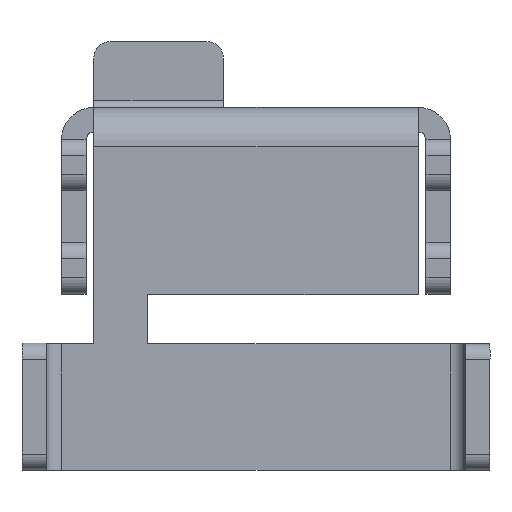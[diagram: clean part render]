
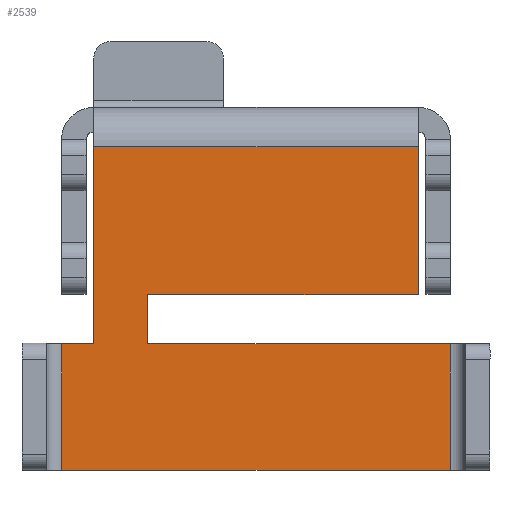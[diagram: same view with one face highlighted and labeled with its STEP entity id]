
A CAD part, top view. The second image highlights one B-rep face of the part: STEP entity #2539.
In plain terms, the highlighted planar face has unit normal (0, 0, 1).
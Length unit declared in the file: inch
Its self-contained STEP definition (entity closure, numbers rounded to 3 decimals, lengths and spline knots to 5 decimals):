
#15 = LINE ( 'NONE', #2338, #1151 ) ;
#60 = LINE ( 'NONE', #1793, #1113 ) ;
#105 = VERTEX_POINT ( 'NONE', #1629 ) ;
#140 = LINE ( 'NONE', #2690, #2503 ) ;
#190 = DIRECTION ( 'NONE',  ( 0., -1., 0. ) ) ;
#214 = FACE_OUTER_BOUND ( 'NONE', #1437, .T. ) ;
#275 = DIRECTION ( 'NONE',  ( -1., 0., 0. ) ) ;
#298 = CARTESIAN_POINT ( 'NONE',  ( 0.31276, -0.07624, 0.35124 ) ) ;
#336 = EDGE_CURVE ( 'NONE', #2709, #887, #1357, .T. ) ;
#353 = VERTEX_POINT ( 'NONE', #1582 ) ;
#358 = VECTOR ( 'NONE', #608, 39.37008 ) ;
#381 = EDGE_CURVE ( 'NONE', #2255, #1108, #60, .T. ) ;
#404 = LINE ( 'NONE', #1892, #1730 ) ;
#412 = DIRECTION ( 'NONE',  ( 0., 0., 1. ) ) ;
#417 = DIRECTION ( 'NONE',  ( 0., -1., 0. ) ) ;
#426 = DIRECTION ( 'NONE',  ( -1., 0., 0. ) ) ;
#436 = ORIENTED_EDGE ( 'NONE', *, *, #1294, .F. ) ;
#490 = VERTEX_POINT ( 'NONE', #956 ) ;
#538 = VERTEX_POINT ( 'NONE', #1593 ) ;
#545 = EDGE_CURVE ( 'NONE', #887, #490, #1611, .T. ) ;
#557 = ORIENTED_EDGE ( 'NONE', *, *, #1157, .F. ) ;
#581 = CARTESIAN_POINT ( 'NONE',  ( -0.375, -0.45624, 0.35124 ) ) ;
#608 = DIRECTION ( 'NONE',  ( 1., 0., 0. ) ) ;
#645 = PLANE ( 'NONE',  #1869 ) ;
#667 = EDGE_CURVE ( 'NONE', #1067, #538, #1695, .T. ) ;
#739 = CARTESIAN_POINT ( 'NONE',  ( -0.31276, -0.07624, 0.35124 ) ) ;
#753 = VECTOR ( 'NONE', #2705, 39.37008 ) ;
#823 = CARTESIAN_POINT ( 'NONE',  ( 0.45124, -0.36124, 0.35124 ) ) ;
#887 = VERTEX_POINT ( 'NONE', #2313 ) ;
#956 = CARTESIAN_POINT ( 'NONE',  ( -0.375, -0.45624, 0.35124 ) ) ;
#1047 = ORIENTED_EDGE ( 'NONE', *, *, #336, .F. ) ;
#1058 = EDGE_CURVE ( 'NONE', #1108, #1083, #1613, .T. ) ;
#1060 = CARTESIAN_POINT ( 'NONE',  ( 0., 0., 0.35124 ) ) ;
#1067 = VERTEX_POINT ( 'NONE', #1627 ) ;
#1083 = VERTEX_POINT ( 'NONE', #1164 ) ;
#1108 = VERTEX_POINT ( 'NONE', #739 ) ;
#1113 = VECTOR ( 'NONE', #275, 39.37008 ) ;
#1142 = EDGE_CURVE ( 'NONE', #105, #2709, #15, .T. ) ;
#1145 = LINE ( 'NONE', #2194, #2550 ) ;
#1151 = VECTOR ( 'NONE', #417, 39.37008 ) ;
#1157 = EDGE_CURVE ( 'NONE', #2255, #538, #404, .T. ) ;
#1164 = CARTESIAN_POINT ( 'NONE',  ( -0.31276, -0.45624, 0.35124 ) ) ;
#1294 = EDGE_CURVE ( 'NONE', #353, #105, #1145, .T. ) ;
#1342 = DIRECTION ( 'NONE',  ( -1., 0., 0. ) ) ;
#1357 = LINE ( 'NONE', #1958, #1378 ) ;
#1378 = VECTOR ( 'NONE', #1342, 39.37008 ) ;
#1437 = EDGE_LOOP ( 'NONE', ( #436, #1895, #2531, #557, #2500, #1615, #1739, #2316, #1047, #2523 ) ) ;
#1494 = EDGE_CURVE ( 'NONE', #353, #1067, #140, .T. ) ;
#1582 = CARTESIAN_POINT ( 'NONE',  ( -0.20876, -0.45624, 0.35124 ) ) ;
#1593 = CARTESIAN_POINT ( 'NONE',  ( 0.31276, -0.36124, 0.35124 ) ) ;
#1611 = LINE ( 'NONE', #2464, #753 ) ;
#1613 = LINE ( 'NONE', #2694, #2394 ) ;
#1615 = ORIENTED_EDGE ( 'NONE', *, *, #1058, .T. ) ;
#1627 = CARTESIAN_POINT ( 'NONE',  ( -0.20876, -0.36124, 0.35124 ) ) ;
#1629 = CARTESIAN_POINT ( 'NONE',  ( 0.375, -0.45624, 0.35124 ) ) ;
#1663 = EDGE_CURVE ( 'NONE', #1083, #490, #1694, .T. ) ;
#1694 = LINE ( 'NONE', #581, #2692 ) ;
#1695 = LINE ( 'NONE', #823, #358 ) ;
#1709 = DIRECTION ( 'NONE',  ( 0., -1., 0. ) ) ;
#1730 = VECTOR ( 'NONE', #1709, 39.37008 ) ;
#1739 = ORIENTED_EDGE ( 'NONE', *, *, #1663, .T. ) ;
#1793 = CARTESIAN_POINT ( 'NONE',  ( 0., -0.07624, 0.35124 ) ) ;
#1869 = AXIS2_PLACEMENT_3D ( 'NONE', #1060, #412, #190 ) ;
#1892 = CARTESIAN_POINT ( 'NONE',  ( 0.31276, -0.07624, 0.35124 ) ) ;
#1895 = ORIENTED_EDGE ( 'NONE', *, *, #1494, .T. ) ;
#1958 = CARTESIAN_POINT ( 'NONE',  ( -0.375, -0.7, 0.35124 ) ) ;
#1972 = DIRECTION ( 'NONE',  ( 1., 0., 0. ) ) ;
#2194 = CARTESIAN_POINT ( 'NONE',  ( 0.375, -0.45624, 0.35124 ) ) ;
#2255 = VERTEX_POINT ( 'NONE', #298 ) ;
#2313 = CARTESIAN_POINT ( 'NONE',  ( -0.375, -0.7, 0.35124 ) ) ;
#2316 = ORIENTED_EDGE ( 'NONE', *, *, #545, .F. ) ;
#2338 = CARTESIAN_POINT ( 'NONE',  ( 0.375, -0.7, 0.35124 ) ) ;
#2394 = VECTOR ( 'NONE', #2719, 39.37008 ) ;
#2462 = DIRECTION ( 'NONE',  ( 0., 1., 0. ) ) ;
#2464 = CARTESIAN_POINT ( 'NONE',  ( -0.375, -0.04724, 0.35124 ) ) ;
#2500 = ORIENTED_EDGE ( 'NONE', *, *, #381, .T. ) ;
#2503 = VECTOR ( 'NONE', #2462, 39.37008 ) ;
#2523 = ORIENTED_EDGE ( 'NONE', *, *, #1142, .F. ) ;
#2531 = ORIENTED_EDGE ( 'NONE', *, *, #667, .T. ) ;
#2539 = ADVANCED_FACE ( 'NONE', ( #214 ), #645, .T. ) ;
#2550 = VECTOR ( 'NONE', #1972, 39.37008 ) ;
#2577 = CARTESIAN_POINT ( 'NONE',  ( 0.375, -0.7, 0.35124 ) ) ;
#2690 = CARTESIAN_POINT ( 'NONE',  ( -0.20876, -0.36124, 0.35124 ) ) ;
#2692 = VECTOR ( 'NONE', #426, 39.37008 ) ;
#2694 = CARTESIAN_POINT ( 'NONE',  ( -0.31276, -0.07624, 0.35124 ) ) ;
#2705 = DIRECTION ( 'NONE',  ( 0., 1., 0. ) ) ;
#2709 = VERTEX_POINT ( 'NONE', #2577 ) ;
#2719 = DIRECTION ( 'NONE',  ( 0., -1., 0. ) ) ;
